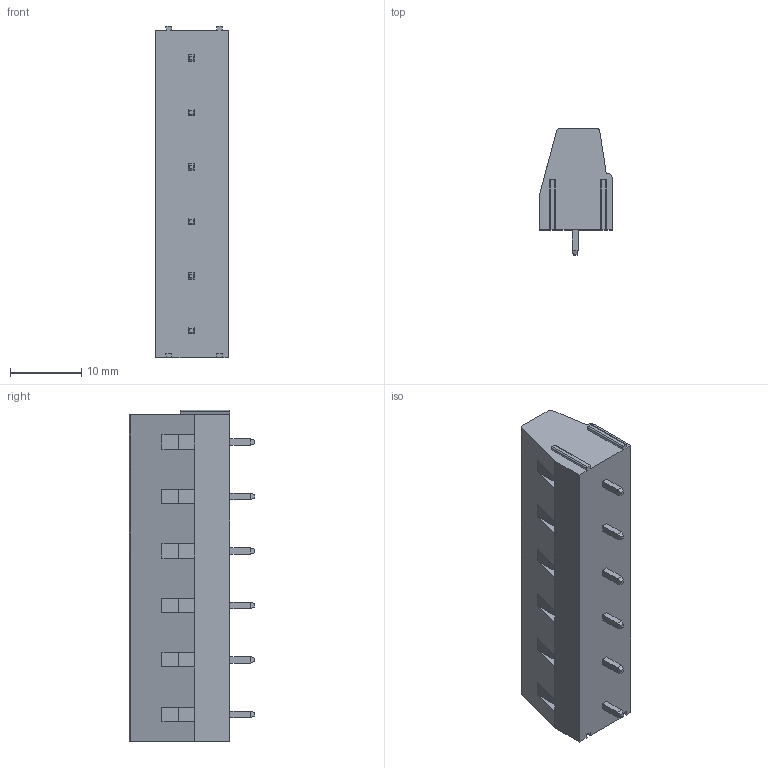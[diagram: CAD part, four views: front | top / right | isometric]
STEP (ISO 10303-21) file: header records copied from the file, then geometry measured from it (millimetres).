
FILE_DESCRIPTION( ('This file contains a STEP AP42 implementation' ,'as created by ZW3D STEP Interface translator.') ,'2;1' );
FILE_NAME( 'WJ128-7.62-06P-00A.stp' ,'23 524.135018', (''), ('ZWCAD Software Co.'), 'Version 1.0', 'ZW3D to STEP translator', '' );
FILE_SCHEMA(('AUTOMOTIVE_DESIGN { 1 0 10303 214 1 1 1 1 }'));
Length unit declared in the file: millimetre
Products named in the file (2): 0; WJ128-7.62-09P
Bounding box: 10.2 x 17.6 x 46.32 mm (x, y, z)
Volume: 5405.3 mm3; surface area: 3021.8 mm2
Topology: 1 solids, 1 shells, 385 faces, 966 edges, 607 vertices
Faces by surface type: plane 258, cylinder 43, bspline 36, cone 36, sphere 12
Full cylindrical faces by diameter (mm): 3.91 x6
Entity records: 12191 total; most frequent: CARTESIAN_POINT 2672, ORIENTED_EDGE 1932, DIRECTION 1803, EDGE_CURVE 966, VECTOR 751, LINE 751, VERTEX_POINT 607, AXIS2_PLACEMENT_3D 526
